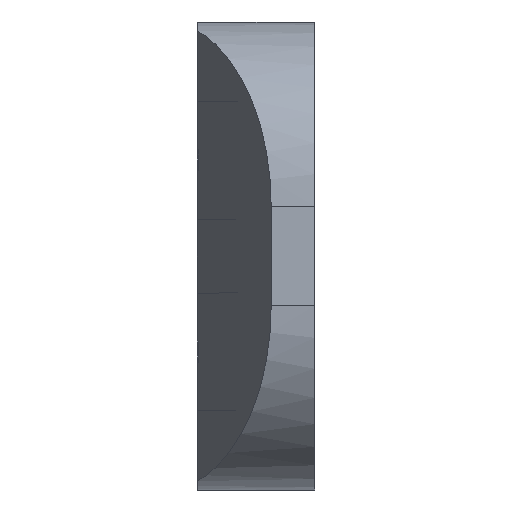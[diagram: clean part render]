
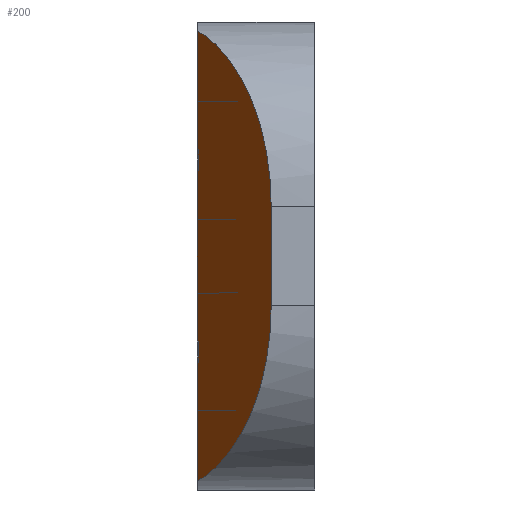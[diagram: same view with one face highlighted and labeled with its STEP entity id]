
A CAD part, left-side view. The second image highlights one B-rep face of the part: STEP entity #200.
In plain terms, the highlighted planar face has unit normal (-0.5, 0.866, 0).
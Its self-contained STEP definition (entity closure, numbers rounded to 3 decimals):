
#7 = LINE ( 'NONE', #470, #972 ) ;
#48 = CARTESIAN_POINT ( 'NONE',  ( -803.072, -78.65, 569.703 ) ) ;
#79 = CARTESIAN_POINT ( 'NONE',  ( -803.072, -78.65, 569.703 ) ) ;
#104 = LINE ( 'NONE', #1615, #1311 ) ;
#112 = ORIENTED_EDGE ( 'NONE', *, *, #1683, .F. ) ;
#167 = VERTEX_POINT ( 'NONE', #48 ) ;
#200 = ADVANCED_FACE ( 'NONE', ( #984 ), #1589, .F. ) ;
#218 =( BOUNDED_CURVE ( )  B_SPLINE_CURVE ( 3, ( #532, #1259, #502, #1830 ),
 .UNSPECIFIED., .F., .F. ) 
 B_SPLINE_CURVE_WITH_KNOTS ( ( 4, 4 ),
 ( 5.999, 6.567 ),
 .UNSPECIFIED. ) 
 CURVE ( )  GEOMETRIC_REPRESENTATION_ITEM ( )  RATIONAL_B_SPLINE_CURVE ( ( 1., 0.973, 0.973, 1. ) ) 
 REPRESENTATION_ITEM ( '' )  );
#275 = VERTEX_POINT ( 'NONE', #458 ) ;
#287 = EDGE_CURVE ( 'NONE', #1547, #351, #7, .T. ) ;
#345 = CARTESIAN_POINT ( 'NONE',  ( -810., -82.65, 573.1 ) ) ;
#350 = ORIENTED_EDGE ( 'NONE', *, *, #446, .F. ) ;
#351 = VERTEX_POINT ( 'NONE', #1528 ) ;
#358 = LINE ( 'NONE', #668, #1468 ) ;
#363 =( BOUNDED_CURVE ( )  B_SPLINE_CURVE ( 3, ( #1057, #443, #1195, #1806 ),
 .UNSPECIFIED., .F., .F. ) 
 B_SPLINE_CURVE_WITH_KNOTS ( ( 4, 4 ),
 ( 0., 1.259 ),
 .UNSPECIFIED. ) 
 CURVE ( )  GEOMETRIC_REPRESENTATION_ITEM ( )  RATIONAL_B_SPLINE_CURVE ( ( 1., 0.872, 0.872, 1. ) ) 
 REPRESENTATION_ITEM ( '' )  );
#443 = CARTESIAN_POINT ( 'NONE',  ( -810., -82.65, 582.998 ) ) ;
#446 = EDGE_CURVE ( 'NONE', #351, #1807, #218, .T. ) ;
#458 = CARTESIAN_POINT ( 'NONE',  ( -810., -82.65, 578.5 ) ) ;
#470 = CARTESIAN_POINT ( 'NONE',  ( -803.072, -78.65, 573.1 ) ) ;
#502 = CARTESIAN_POINT ( 'NONE',  ( -803.244, -78.749, 581.307 ) ) ;
#531 = VERTEX_POINT ( 'NONE', #990 ) ;
#532 = CARTESIAN_POINT ( 'NONE',  ( -803.072, -78.65, 580.103 ) ) ;
#538 = CARTESIAN_POINT ( 'NONE',  ( -803.072, -78.65, 563.583 ) ) ;
#539 = CARTESIAN_POINT ( 'NONE',  ( -803.244, -78.749, 570.907 ) ) ;
#558 = ORIENTED_EDGE ( 'NONE', *, *, #899, .F. ) ;
#566 = DIRECTION ( 'NONE',  ( 0., 0., 1. ) ) ;
#592 = ORIENTED_EDGE ( 'NONE', *, *, #287, .F. ) ;
#637 =( BOUNDED_CURVE ( )  B_SPLINE_CURVE ( 3, ( #681, #674, #985, #1292 ),
 .UNSPECIFIED., .F., .T. ) 
 B_SPLINE_CURVE_WITH_KNOTS ( ( 4, 4 ),
 ( 0., 1.259 ),
 .UNSPECIFIED. ) 
 CURVE ( )  GEOMETRIC_REPRESENTATION_ITEM ( )  RATIONAL_B_SPLINE_CURVE ( ( 1., 0.872, 0.872, 1. ) ) 
 REPRESENTATION_ITEM ( '' )  );
#646 = ORIENTED_EDGE ( 'NONE', *, *, #1418, .F. ) ;
#668 = CARTESIAN_POINT ( 'NONE',  ( -803.072, -78.65, 573.1 ) ) ;
#673 = DIRECTION ( 'NONE',  ( 0., 0., 1. ) ) ;
#674 = CARTESIAN_POINT ( 'NONE',  ( -810., -82.65, 568.602 ) ) ;
#681 = CARTESIAN_POINT ( 'NONE',  ( -810., -82.65, 573.1 ) ) ;
#700 = VECTOR ( 'NONE', #1619, 1000. ) ;
#726 = ORIENTED_EDGE ( 'NONE', *, *, #1005, .F. ) ;
#775 = CARTESIAN_POINT ( 'NONE',  ( -803.072, -78.65, 581.897 ) ) ;
#899 = EDGE_CURVE ( 'NONE', #1807, #531, #358, .T. ) ;
#972 = VECTOR ( 'NONE', #566, 1000. ) ;
#973 = ORIENTED_EDGE ( 'NONE', *, *, #1953, .F. ) ;
#984 = FACE_OUTER_BOUND ( 'NONE', #1366, .T. ) ;
#985 = CARTESIAN_POINT ( 'NONE',  ( -807.353, -81.121, 564.965 ) ) ;
#990 = CARTESIAN_POINT ( 'NONE',  ( -803.072, -78.65, 588.017 ) ) ;
#1005 = EDGE_CURVE ( 'NONE', #275, #1842, #104, .T. ) ;
#1011 = CARTESIAN_POINT ( 'NONE',  ( -803.244, -78.749, 570.293 ) ) ;
#1017 = CARTESIAN_POINT ( 'NONE',  ( -803.072, -78.65, 573.1 ) ) ;
#1057 = CARTESIAN_POINT ( 'NONE',  ( -810., -82.65, 578.5 ) ) ;
#1126 = EDGE_CURVE ( 'NONE', #275, #531, #363, .T. ) ;
#1144 = CARTESIAN_POINT ( 'NONE',  ( -803.072, -78.65, 571.497 ) ) ;
#1195 = CARTESIAN_POINT ( 'NONE',  ( -807.353, -81.121, 586.635 ) ) ;
#1228 = DIRECTION ( 'NONE',  ( 0., 0., 1. ) ) ;
#1259 = CARTESIAN_POINT ( 'NONE',  ( -803.244, -78.749, 580.693 ) ) ;
#1292 = CARTESIAN_POINT ( 'NONE',  ( -803.072, -78.65, 563.583 ) ) ;
#1311 = VECTOR ( 'NONE', #1435, 1000. ) ;
#1366 = EDGE_LOOP ( 'NONE', ( #350, #592, #973, #112, #646, #726, #1456, #558 ) ) ;
#1381 = VERTEX_POINT ( 'NONE', #538 ) ;
#1418 = EDGE_CURVE ( 'NONE', #1842, #1381, #637, .T. ) ;
#1435 = DIRECTION ( 'NONE',  ( 0., 0., -1. ) ) ;
#1442 = CARTESIAN_POINT ( 'NONE',  ( -803.072, -78.65, 573.1 ) ) ;
#1456 = ORIENTED_EDGE ( 'NONE', *, *, #1126, .T. ) ;
#1468 = VECTOR ( 'NONE', #1228, 1000. ) ;
#1491 =( BOUNDED_CURVE ( )  B_SPLINE_CURVE ( 3, ( #79, #1011, #539, #1144 ),
 .UNSPECIFIED., .F., .T. ) 
 B_SPLINE_CURVE_WITH_KNOTS ( ( 4, 4 ),
 ( 5.999, 6.567 ),
 .UNSPECIFIED. ) 
 CURVE ( )  GEOMETRIC_REPRESENTATION_ITEM ( )  RATIONAL_B_SPLINE_CURVE ( ( 1., 0.973, 0.973, 1. ) ) 
 REPRESENTATION_ITEM ( '' )  );
#1528 = CARTESIAN_POINT ( 'NONE',  ( -803.072, -78.65, 580.103 ) ) ;
#1547 = VERTEX_POINT ( 'NONE', #1637 ) ;
#1572 = DIRECTION ( 'NONE',  ( 0.5, -0.866, 0. ) ) ;
#1588 = AXIS2_PLACEMENT_3D ( 'NONE', #1442, #1572, #673 ) ;
#1589 = PLANE ( 'NONE',  #1588 ) ;
#1615 = CARTESIAN_POINT ( 'NONE',  ( -810., -82.65, 588.5 ) ) ;
#1619 = DIRECTION ( 'NONE',  ( 0., 0., 1. ) ) ;
#1637 = CARTESIAN_POINT ( 'NONE',  ( -803.072, -78.65, 571.497 ) ) ;
#1683 = EDGE_CURVE ( 'NONE', #1381, #167, #1756, .T. ) ;
#1756 = LINE ( 'NONE', #1017, #700 ) ;
#1806 = CARTESIAN_POINT ( 'NONE',  ( -803.072, -78.65, 588.017 ) ) ;
#1807 = VERTEX_POINT ( 'NONE', #775 ) ;
#1830 = CARTESIAN_POINT ( 'NONE',  ( -803.072, -78.65, 581.897 ) ) ;
#1842 = VERTEX_POINT ( 'NONE', #345 ) ;
#1953 = EDGE_CURVE ( 'NONE', #167, #1547, #1491, .T. ) ;
